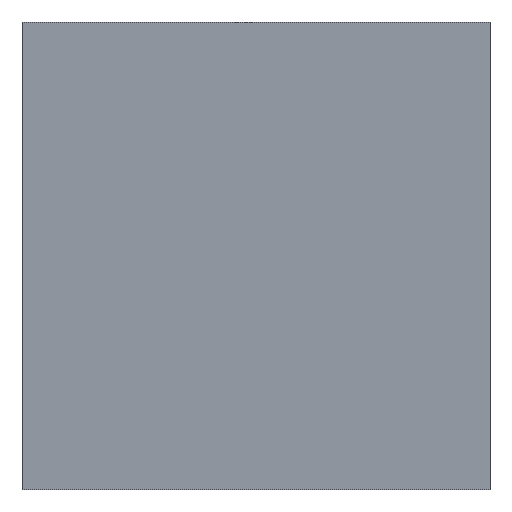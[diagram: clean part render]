
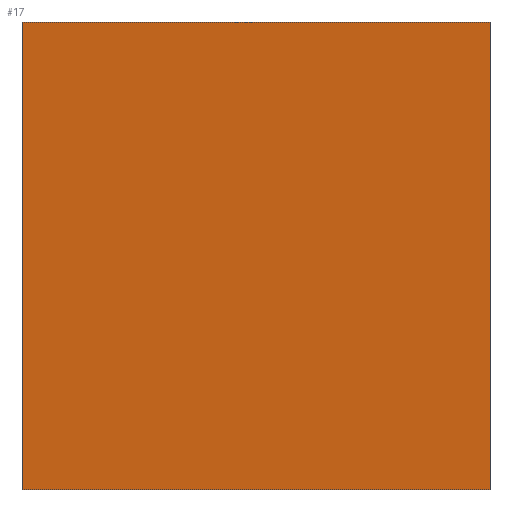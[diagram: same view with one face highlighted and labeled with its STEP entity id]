
A CAD part, top view. The second image highlights one B-rep face of the part: STEP entity #17.
In plain terms, the highlighted free-form (B-spline) face has degree [3, 3] with [5, 5] control points.
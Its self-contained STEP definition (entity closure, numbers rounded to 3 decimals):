
#17 = ADVANCED_FACE('',(#18),#34,.T.);
#18 = FACE_BOUND('',#19,.T.);
#19 = EDGE_LOOP('',(#20,#66,#84,#102));
#20 = ORIENTED_EDGE('',*,*,#21,.F.);
#21 = EDGE_CURVE('',#22,#24,#26,.T.);
#22 = VERTEX_POINT('',#23);
#23 = CARTESIAN_POINT('',(0.,0.,0.));
#24 = VERTEX_POINT('',#25);
#25 = CARTESIAN_POINT('',(0.,20.,-10.));
#26 = SURFACE_CURVE('',#27,(#33),.PCURVE_S1.);
#27 = B_SPLINE_CURVE_WITH_KNOTS('',3,(#28,#29,#30,#31,#32),
  .UNSPECIFIED.,.F.,.F.,(4,1,4),(0.,0.5,1.),.QUASI_UNIFORM_KNOTS.);
#28 = CARTESIAN_POINT('',(0.,0.,0.));
#29 = CARTESIAN_POINT('',(0.,3.333,-1.667));
#30 = CARTESIAN_POINT('',(0.,10.,-5.));
#31 = CARTESIAN_POINT('',(0.,16.667,-8.333));
#32 = CARTESIAN_POINT('',(0.,20.,-10.));
#33 = PCURVE('',#34,#60);
#34 = B_SPLINE_SURFACE_WITH_KNOTS('',3,3,(
    (#35,#36,#37,#38,#39)
    ,(#40,#41,#42,#43,#44)
    ,(#45,#46,#47,#48,#49)
    ,(#50,#51,#52,#53,#54)
    ,(#55,#56,#57,#58,#59
    )),.UNSPECIFIED.,.F.,.F.,.F.,(4,1,4),(4,1,4),(0.,0.5,1.),(0.,0.5,1.)
  ,.QUASI_UNIFORM_KNOTS.);
#35 = CARTESIAN_POINT('',(0.,0.,0.));
#36 = CARTESIAN_POINT('',(0.,3.333,-1.667));
#37 = CARTESIAN_POINT('',(0.,10.,-5.));
#38 = CARTESIAN_POINT('',(0.,16.667,-8.333));
#39 = CARTESIAN_POINT('',(0.,20.,-10.));
#40 = CARTESIAN_POINT('',(3.333,0.,1.667));
#41 = CARTESIAN_POINT('',(3.333,3.333,0.));
#42 = CARTESIAN_POINT('',(3.333,10.,-3.333));
#43 = CARTESIAN_POINT('',(3.333,16.667,-6.667
    ));
#44 = CARTESIAN_POINT('',(3.333,20.,-8.333));
#45 = CARTESIAN_POINT('',(10.,0.,5.));
#46 = CARTESIAN_POINT('',(10.,3.333,3.333));
#47 = CARTESIAN_POINT('',(10.,10.,0.));
#48 = CARTESIAN_POINT('',(10.,16.667,-3.333));
#49 = CARTESIAN_POINT('',(10.,20.,-5.));
#50 = CARTESIAN_POINT('',(16.667,0.,8.333));
#51 = CARTESIAN_POINT('',(16.667,3.333,6.667)
  );
#52 = CARTESIAN_POINT('',(16.667,10.,3.333));
#53 = CARTESIAN_POINT('',(16.667,16.667,0.));
#54 = CARTESIAN_POINT('',(16.667,20.,-1.667));
#55 = CARTESIAN_POINT('',(20.,0.,10.));
#56 = CARTESIAN_POINT('',(20.,3.333,8.333));
#57 = CARTESIAN_POINT('',(20.,10.,5.));
#58 = CARTESIAN_POINT('',(20.,16.667,1.667));
#59 = CARTESIAN_POINT('',(20.,20.,0.));
#60 = DEFINITIONAL_REPRESENTATION('',(#61),#65);
#61 = LINE('',#62,#63);
#62 = CARTESIAN_POINT('',(0.,0.));
#63 = VECTOR('',#64,1.);
#64 = DIRECTION('',(0.,1.));
#65 = ( GEOMETRIC_REPRESENTATION_CONTEXT(2) 
PARAMETRIC_REPRESENTATION_CONTEXT() REPRESENTATION_CONTEXT('2D SPACE',''
  ) );
#66 = ORIENTED_EDGE('',*,*,#67,.T.);
#67 = EDGE_CURVE('',#22,#68,#70,.T.);
#68 = VERTEX_POINT('',#69);
#69 = CARTESIAN_POINT('',(20.,0.,10.));
#70 = SURFACE_CURVE('',#71,(#77),.PCURVE_S1.);
#71 = B_SPLINE_CURVE_WITH_KNOTS('',3,(#72,#73,#74,#75,#76),
  .UNSPECIFIED.,.F.,.F.,(4,1,4),(0.,0.5,1.),.QUASI_UNIFORM_KNOTS.);
#72 = CARTESIAN_POINT('',(0.,0.,0.));
#73 = CARTESIAN_POINT('',(3.333,0.,1.667));
#74 = CARTESIAN_POINT('',(10.,0.,5.));
#75 = CARTESIAN_POINT('',(16.667,0.,8.333));
#76 = CARTESIAN_POINT('',(20.,0.,10.));
#77 = PCURVE('',#34,#78);
#78 = DEFINITIONAL_REPRESENTATION('',(#79),#83);
#79 = LINE('',#80,#81);
#80 = CARTESIAN_POINT('',(0.,0.));
#81 = VECTOR('',#82,1.);
#82 = DIRECTION('',(1.,0.));
#83 = ( GEOMETRIC_REPRESENTATION_CONTEXT(2) 
PARAMETRIC_REPRESENTATION_CONTEXT() REPRESENTATION_CONTEXT('2D SPACE',''
  ) );
#84 = ORIENTED_EDGE('',*,*,#85,.T.);
#85 = EDGE_CURVE('',#68,#86,#88,.T.);
#86 = VERTEX_POINT('',#87);
#87 = CARTESIAN_POINT('',(20.,20.,0.));
#88 = SURFACE_CURVE('',#89,(#95),.PCURVE_S1.);
#89 = B_SPLINE_CURVE_WITH_KNOTS('',3,(#90,#91,#92,#93,#94),
  .UNSPECIFIED.,.F.,.F.,(4,1,4),(0.,0.5,1.),.QUASI_UNIFORM_KNOTS.);
#90 = CARTESIAN_POINT('',(20.,0.,10.));
#91 = CARTESIAN_POINT('',(20.,3.333,8.333));
#92 = CARTESIAN_POINT('',(20.,10.,5.));
#93 = CARTESIAN_POINT('',(20.,16.667,1.667));
#94 = CARTESIAN_POINT('',(20.,20.,0.));
#95 = PCURVE('',#34,#96);
#96 = DEFINITIONAL_REPRESENTATION('',(#97),#101);
#97 = LINE('',#98,#99);
#98 = CARTESIAN_POINT('',(1.,0.));
#99 = VECTOR('',#100,1.);
#100 = DIRECTION('',(0.,1.));
#101 = ( GEOMETRIC_REPRESENTATION_CONTEXT(2) 
PARAMETRIC_REPRESENTATION_CONTEXT() REPRESENTATION_CONTEXT('2D SPACE',''
  ) );
#102 = ORIENTED_EDGE('',*,*,#103,.F.);
#103 = EDGE_CURVE('',#24,#86,#104,.T.);
#104 = SURFACE_CURVE('',#105,(#111),.PCURVE_S1.);
#105 = B_SPLINE_CURVE_WITH_KNOTS('',3,(#106,#107,#108,#109,#110),
  .UNSPECIFIED.,.F.,.F.,(4,1,4),(0.,0.5,1.),.QUASI_UNIFORM_KNOTS.);
#106 = CARTESIAN_POINT('',(0.,20.,-10.));
#107 = CARTESIAN_POINT('',(3.333,20.,-8.333));
#108 = CARTESIAN_POINT('',(10.,20.,-5.));
#109 = CARTESIAN_POINT('',(16.667,20.,-1.667));
#110 = CARTESIAN_POINT('',(20.,20.,0.));
#111 = PCURVE('',#34,#112);
#112 = DEFINITIONAL_REPRESENTATION('',(#113),#117);
#113 = LINE('',#114,#115);
#114 = CARTESIAN_POINT('',(0.,1.));
#115 = VECTOR('',#116,1.);
#116 = DIRECTION('',(1.,0.));
#117 = ( GEOMETRIC_REPRESENTATION_CONTEXT(2) 
PARAMETRIC_REPRESENTATION_CONTEXT() REPRESENTATION_CONTEXT('2D SPACE',''
  ) );
